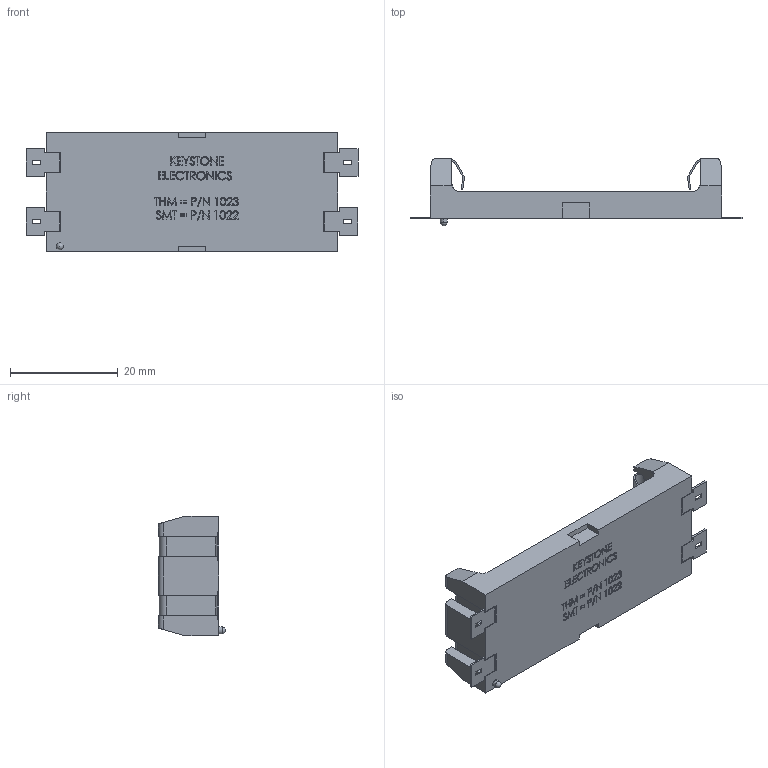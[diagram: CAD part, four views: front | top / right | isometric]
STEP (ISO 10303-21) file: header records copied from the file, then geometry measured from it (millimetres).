
FILE_DESCRIPTION (( 'STEP AP214' ), '1' );
FILE_NAME ('1022TR.STEP', '2013-06-18T13:38:53', ( 'Richard Maletta' ), ( '' ), 'SwSTEP 2.0', 'SolidWorks 2009', '' );
FILE_SCHEMA (( 'AUTOMOTIVE_DESIGN' ));
Length unit declared in the file: inch
Products named in the file (1): 1022TR
Bounding box: 61.5 x 12.45 x 22.23 mm (x, y, z)
Volume: 3224.7 mm3; surface area: 5481.4 mm2
Topology: 1 solids, 1 shells, 815 faces, 2258 edges, 1503 vertices
Faces by surface type: plane 618, bspline 146, cylinder 50, sphere 1
Entity records: 36193 total; most frequent: CARTESIAN_POINT 14212, ORIENTED_EDGE 4512, DIRECTION 3370, EDGE_CURVE 2256, LINE 1858, VECTOR 1858, VERTEX_POINT 1502, EDGE_LOOP 882
